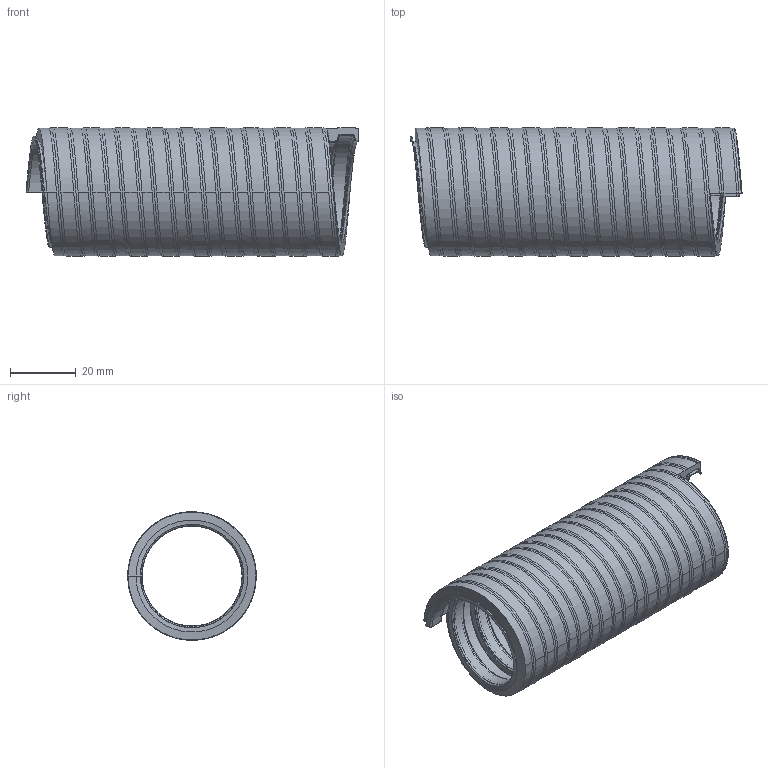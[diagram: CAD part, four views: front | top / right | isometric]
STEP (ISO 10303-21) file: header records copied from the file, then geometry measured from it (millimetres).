
FILE_DESCRIPTION(/* description */ ('Металлорукав МПГ нг черный','CAx-IF Rec.Pracs.---Representation and Presentation of Product Manufacturing Information (PMI)---4.0---2014-10-13'),/* implementation_level */ '2;1');
FILE_NAME(/* name */ '',/* time_stamp */ '2025-06-02T15:25:39+07:00',/* author */ ('zeta-82'),/* organization */ ('АО "ЗЭТА"'),/* preprocessor_version */ 'ST-DEVELOPER v19.2',/* originating_system */ 'Autodesk Inventor 2024',/* authorisation */ '');
FILE_SCHEMA (('AP242_MANAGED_MODEL_BASED_3D_ENGINEERING_MIM_LF { 1 0 10303 442 1 1 4 }'));
Length unit declared in the file: millimetre
Products named in the file (3): ЗЭТА.104.420.000-09; ЗЭТА.104.210.000-09; Пластикат НГП 
30-32 (32) серый
Assembly tree (2 placements, depth 2):
  ЗЭТА.104.420.000-09
    ЗЭТА.104.210.000-09
    Пластикат НГП 
30-32 (32) серый
Bounding box: 100.79 x 39 x 39 mm (x, y, z)
Volume: 32432.3 mm3; surface area: 51344.1 mm2
Topology: 2 solids, 2 shells, 131 faces, 385 edges, 256 vertices
Faces by surface type: cylinder 101, bspline 26, plane 4
Full cylindrical faces by diameter (mm): 30.4 x8, 30.9 x16, 31.4 x8, 34 x8, 34.5 x8, 35 x16, 38.8 x9, 39 x8
Entity records: 22067 total; most frequent: CARTESIAN_POINT 18666, ORIENTED_EDGE 770, DIRECTION 471, EDGE_CURVE 385, VERTEX_POINT 256, B_SPLINE_CURVE_WITH_KNOTS 220, AXIS2_PLACEMENT_3D 169, STYLED_ITEM 136
